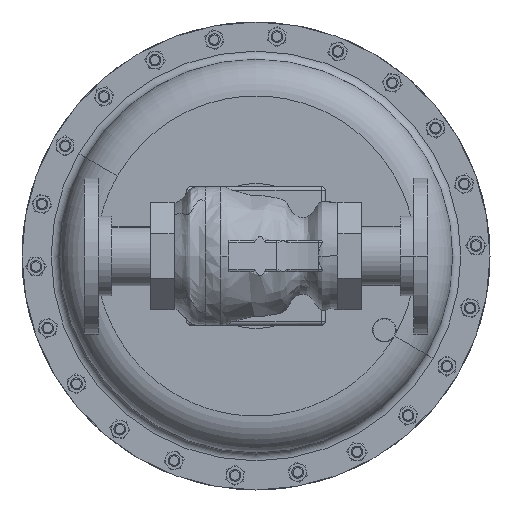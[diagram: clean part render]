
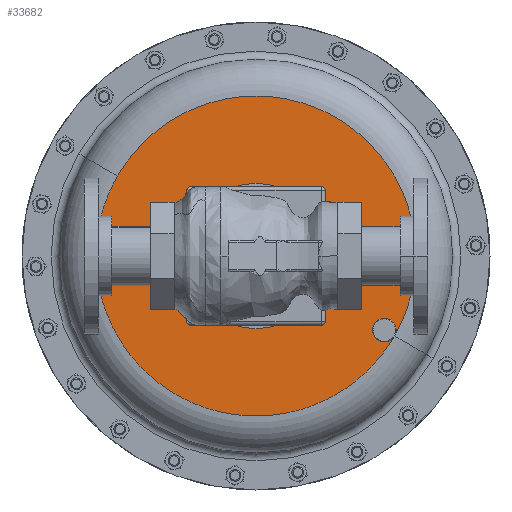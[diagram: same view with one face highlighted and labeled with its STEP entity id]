
A CAD part, front view. The second image highlights one B-rep face of the part: STEP entity #33682.
In plain terms, the highlighted planar face has unit normal (0, -1, 0).
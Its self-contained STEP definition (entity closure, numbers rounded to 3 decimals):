
#44 = DIRECTION ( 'NONE',  ( 0., -1., 0. ) ) ;
#3423 = CARTESIAN_POINT ( 'NONE',  ( 0., 8.918, -2.325 ) ) ;
#3584 = VERTEX_POINT ( 'NONE', #33261 ) ;
#3736 = CARTESIAN_POINT ( 'NONE',  ( 4.114, 8.918, -2.375 ) ) ;
#3896 = DIRECTION ( 'NONE',  ( 0., 1., 0. ) ) ;
#4116 = EDGE_CURVE ( 'NONE', #13009, #37151, #19744, .T. ) ;
#4256 = AXIS2_PLACEMENT_3D ( 'NONE', #7085, #36118, #11266 ) ;
#4291 = CARTESIAN_POINT ( 'NONE',  ( -2.563, 8.918, -4.438 ) ) ;
#4361 = CARTESIAN_POINT ( 'NONE',  ( 0., 8.918, 0. ) ) ;
#4706 = AXIS2_PLACEMENT_3D ( 'NONE', #14608, #43603, #18778 ) ;
#5243 = AXIS2_PLACEMENT_3D ( 'NONE', #3736, #32819, #7970 ) ;
#6302 = FACE_BOUND ( 'NONE', #8178, .T. ) ;
#7085 = CARTESIAN_POINT ( 'NONE',  ( 4.114, 8.918, -2.375 ) ) ;
#7970 = DIRECTION ( 'NONE',  ( 0.866, 0., -0.5 ) ) ;
#8178 = EDGE_LOOP ( 'NONE', ( #13360, #19699 ) ) ;
#8502 = PLANE ( 'NONE',  #44707 ) ;
#8580 = DIRECTION ( 'NONE',  ( 0., 0., -1. ) ) ;
#10632 = EDGE_LOOP ( 'NONE', ( #17280, #13603, #10976, #51061 ) ) ;
#10976 = ORIENTED_EDGE ( 'NONE', *, *, #47681, .T. ) ;
#11266 = DIRECTION ( 'NONE',  ( 0.866, 0., -0.5 ) ) ;
#11983 = AXIS2_PLACEMENT_3D ( 'NONE', #28819, #3896, #32980 ) ;
#13009 = VERTEX_POINT ( 'NONE', #41088 ) ;
#13360 = ORIENTED_EDGE ( 'NONE', *, *, #43116, .F. ) ;
#13603 = ORIENTED_EDGE ( 'NONE', *, *, #4116, .T. ) ;
#13889 = CIRCLE ( 'NONE', #11983, 5.125 ) ;
#14608 = CARTESIAN_POINT ( 'NONE',  ( 0., 8.918, 0. ) ) ;
#16112 = FACE_OUTER_BOUND ( 'NONE', #10632, .T. ) ;
#16523 = CIRCLE ( 'NONE', #4706, 5.125 ) ;
#17051 = EDGE_CURVE ( 'NONE', #3584, #33232, #47871, .T. ) ;
#17280 = ORIENTED_EDGE ( 'NONE', *, *, #38251, .F. ) ;
#18778 = DIRECTION ( 'NONE',  ( 0.866, 0., -0.5 ) ) ;
#19699 = ORIENTED_EDGE ( 'NONE', *, *, #17051, .F. ) ;
#19744 = CIRCLE ( 'NONE', #4256, 0.375 ) ;
#20675 = EDGE_CURVE ( 'NONE', #32483, #13009, #16523, .T. ) ;
#21020 = DIRECTION ( 'NONE',  ( 0., -1., 0. ) ) ;
#21413 = CIRCLE ( 'NONE', #34652, 2.325 ) ;
#22012 = CIRCLE ( 'NONE', #5243, 0.375 ) ;
#24952 = CARTESIAN_POINT ( 'NONE',  ( 0., 8.918, 0. ) ) ;
#28819 = CARTESIAN_POINT ( 'NONE',  ( 0., 8.918, 0. ) ) ;
#29137 = DIRECTION ( 'NONE',  ( 0., 0., -1. ) ) ;
#32483 = VERTEX_POINT ( 'NONE', #44373 ) ;
#32819 = DIRECTION ( 'NONE',  ( 0., 1., 0. ) ) ;
#32980 = DIRECTION ( 'NONE',  ( 0.866, 0., -0.5 ) ) ;
#33232 = VERTEX_POINT ( 'NONE', #3423 ) ;
#33261 = CARTESIAN_POINT ( 'NONE',  ( 0., 8.918, 2.325 ) ) ;
#33425 = DIRECTION ( 'NONE',  ( 0., -1., 0. ) ) ;
#33682 = ADVANCED_FACE ( 'NONE', ( #6302, #16112 ), #8502, .T. ) ;
#34652 = AXIS2_PLACEMENT_3D ( 'NONE', #4361, #33425, #8580 ) ;
#36118 = DIRECTION ( 'NONE',  ( 0., 1., 0. ) ) ;
#37151 = VERTEX_POINT ( 'NONE', #51208 ) ;
#38251 = EDGE_CURVE ( 'NONE', #13009, #32483, #13889, .T. ) ;
#41088 = CARTESIAN_POINT ( 'NONE',  ( 4.438, 8.918, -2.563 ) ) ;
#43116 = EDGE_CURVE ( 'NONE', #33232, #3584, #21413, .T. ) ;
#43603 = DIRECTION ( 'NONE',  ( 0., 1., 0. ) ) ;
#44373 = CARTESIAN_POINT ( 'NONE',  ( -4.438, 8.918, 2.563 ) ) ;
#44707 = AXIS2_PLACEMENT_3D ( 'NONE', #4291, #21020, #50021 ) ;
#47681 = EDGE_CURVE ( 'NONE', #37151, #13009, #22012, .T. ) ;
#47871 = CIRCLE ( 'NONE', #51558, 2.325 ) ;
#50021 = DIRECTION ( 'NONE',  ( -0.866, 0., 0.5 ) ) ;
#51061 = ORIENTED_EDGE ( 'NONE', *, *, #20675, .F. ) ;
#51208 = CARTESIAN_POINT ( 'NONE',  ( 3.789, 8.918, -2.188 ) ) ;
#51558 = AXIS2_PLACEMENT_3D ( 'NONE', #24952, #44, #29137 ) ;
